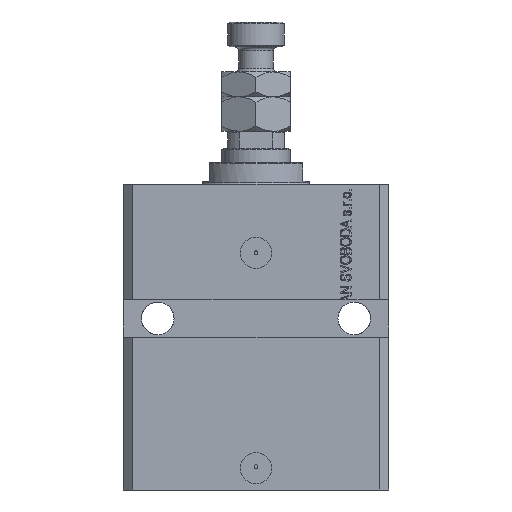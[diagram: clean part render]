
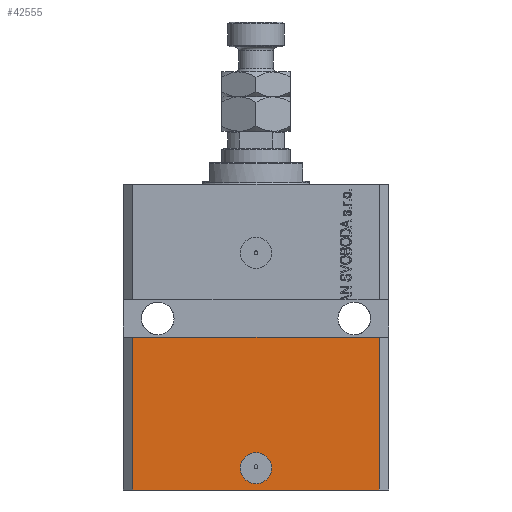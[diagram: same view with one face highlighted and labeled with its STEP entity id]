
A CAD part, front view. The second image highlights one B-rep face of the part: STEP entity #42555.
In plain terms, the highlighted planar face has unit normal (0, -1, 0).
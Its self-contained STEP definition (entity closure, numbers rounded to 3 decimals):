
#2370 = EDGE_CURVE ( 'NONE', #27086, #2894, #8815, .T. ) ;
#2476 = ORIENTED_EDGE ( 'NONE', *, *, #30735, .F. ) ;
#2894 = VERTEX_POINT ( 'NONE', #38249 ) ;
#2940 = EDGE_CURVE ( 'NONE', #20708, #21666, #43209, .T. ) ;
#4197 = CARTESIAN_POINT ( 'NONE',  ( 39.5, -31.5, -98. ) ) ;
#4575 = CIRCLE ( 'NONE', #32369, 5. ) ;
#6744 = DIRECTION ( 'NONE',  ( 1., 0., 0. ) ) ;
#7012 = VERTEX_POINT ( 'NONE', #46565 ) ;
#8070 = DIRECTION ( 'NONE',  ( 0., 0., 1. ) ) ;
#8754 = DIRECTION ( 'NONE',  ( 1., 0., 0. ) ) ;
#8815 = LINE ( 'NONE', #23764, #9859 ) ;
#9683 = ORIENTED_EDGE ( 'NONE', *, *, #2370, .T. ) ;
#9859 = VECTOR ( 'NONE', #8070, 1000. ) ;
#10225 = DIRECTION ( 'NONE',  ( 1., 0., 0. ) ) ;
#10664 = VECTOR ( 'NONE', #39236, 1000. ) ;
#11647 = LINE ( 'NONE', #42004, #36163 ) ;
#14703 = CARTESIAN_POINT ( 'NONE',  ( -39.5, -31.5, -98. ) ) ;
#15520 = CARTESIAN_POINT ( 'NONE',  ( -39.5, -31.5, -98. ) ) ;
#17981 = VERTEX_POINT ( 'NONE', #35986 ) ;
#19445 = EDGE_CURVE ( 'NONE', #17981, #7012, #4575, .T. ) ;
#20003 = PLANE ( 'NONE',  #22432 ) ;
#20196 = DIRECTION ( 'NONE',  ( 0., -1., 0. ) ) ;
#20473 = DIRECTION ( 'NONE',  ( 0., -1., 0. ) ) ;
#20708 = VERTEX_POINT ( 'NONE', #33319 ) ;
#20933 = EDGE_LOOP ( 'NONE', ( #24613, #46086, #37033, #9683 ) ) ;
#21666 = VERTEX_POINT ( 'NONE', #45812 ) ;
#22432 = AXIS2_PLACEMENT_3D ( 'NONE', #15520, #23239, #30694 ) ;
#22991 = FACE_OUTER_BOUND ( 'NONE', #20933, .T. ) ;
#23239 = DIRECTION ( 'NONE',  ( 0., -1., 0. ) ) ;
#23764 = CARTESIAN_POINT ( 'NONE',  ( 39.5, -31.5, -98. ) ) ;
#24613 = ORIENTED_EDGE ( 'NONE', *, *, #45775, .F. ) ;
#26319 = EDGE_CURVE ( 'NONE', #20708, #27086, #45335, .T. ) ;
#27086 = VERTEX_POINT ( 'NONE', #4197 ) ;
#27665 = CARTESIAN_POINT ( 'NONE',  ( 0., -31.5, -91. ) ) ;
#28489 = AXIS2_PLACEMENT_3D ( 'NONE', #27665, #20196, #8754 ) ;
#30694 = DIRECTION ( 'NONE',  ( 0., 0., -1. ) ) ;
#30735 = EDGE_CURVE ( 'NONE', #7012, #17981, #37209, .T. ) ;
#31294 = DIRECTION ( 'NONE',  ( 1., 0., 0. ) ) ;
#31761 = CARTESIAN_POINT ( 'NONE',  ( -39.5, -31.5, -98. ) ) ;
#32369 = AXIS2_PLACEMENT_3D ( 'NONE', #43120, #20473, #10225 ) ;
#33319 = CARTESIAN_POINT ( 'NONE',  ( -39.5, -31.5, -98. ) ) ;
#35986 = CARTESIAN_POINT ( 'NONE',  ( 5., -31.5, -91. ) ) ;
#36163 = VECTOR ( 'NONE', #31294, 1000. ) ;
#37033 = ORIENTED_EDGE ( 'NONE', *, *, #26319, .T. ) ;
#37209 = CIRCLE ( 'NONE', #28489, 5. ) ;
#38249 = CARTESIAN_POINT ( 'NONE',  ( 39.5, -31.5, -49. ) ) ;
#38923 = FACE_BOUND ( 'NONE', #45341, .T. ) ;
#39236 = DIRECTION ( 'NONE',  ( 0., 0., 1. ) ) ;
#42004 = CARTESIAN_POINT ( 'NONE',  ( -42.5, -31.5, -49. ) ) ;
#42555 = ADVANCED_FACE ( 'NONE', ( #38923, #22991 ), #20003, .T. ) ;
#43120 = CARTESIAN_POINT ( 'NONE',  ( 0., -31.5, -91. ) ) ;
#43209 = LINE ( 'NONE', #31761, #10664 ) ;
#45335 = LINE ( 'NONE', #14703, #47547 ) ;
#45341 = EDGE_LOOP ( 'NONE', ( #47841, #2476 ) ) ;
#45775 = EDGE_CURVE ( 'NONE', #21666, #2894, #11647, .T. ) ;
#45812 = CARTESIAN_POINT ( 'NONE',  ( -39.5, -31.5, -49. ) ) ;
#46086 = ORIENTED_EDGE ( 'NONE', *, *, #2940, .F. ) ;
#46565 = CARTESIAN_POINT ( 'NONE',  ( -5., -31.5, -91. ) ) ;
#47547 = VECTOR ( 'NONE', #6744, 1000. ) ;
#47841 = ORIENTED_EDGE ( 'NONE', *, *, #19445, .F. ) ;
